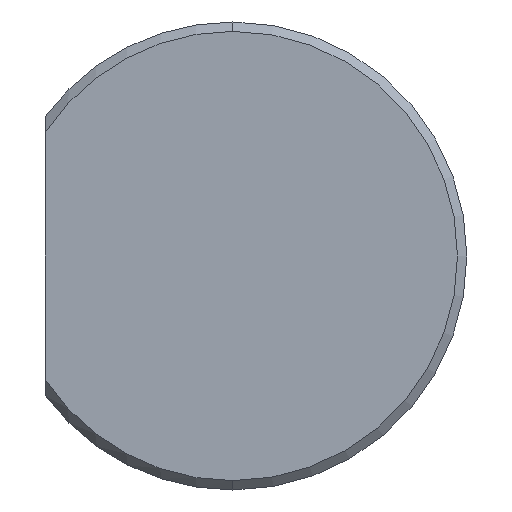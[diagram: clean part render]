
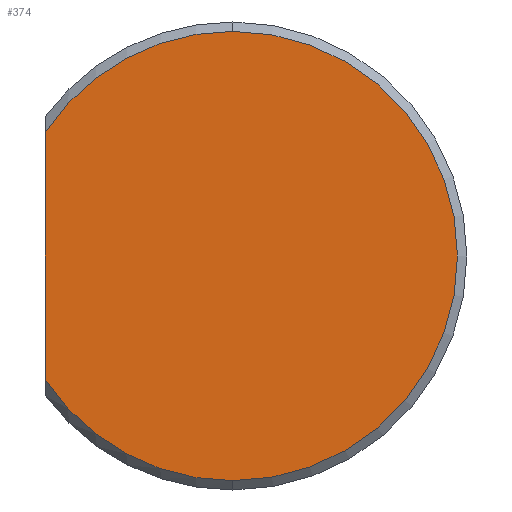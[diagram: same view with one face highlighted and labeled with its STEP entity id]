
A CAD part, front view. The second image highlights one B-rep face of the part: STEP entity #374.
In plain terms, the highlighted planar face has unit normal (0, -1, 0).
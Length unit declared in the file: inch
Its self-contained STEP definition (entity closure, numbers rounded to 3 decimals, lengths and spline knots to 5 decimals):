
#7 = AXIS2_PLACEMENT_3D ( 'NONE', #349, #157, #379 ) ;
#10 = CARTESIAN_POINT ( 'NONE',  ( 0., 0., 0. ) ) ;
#18 = ORIENTED_EDGE ( 'NONE', *, *, #76, .F. ) ;
#36 = EDGE_CURVE ( 'NONE', #360, #393, #390, .T. ) ;
#43 = CARTESIAN_POINT ( 'NONE',  ( 0., 0., 0. ) ) ;
#46 = DIRECTION ( 'NONE',  ( 0., 0., 1. ) ) ;
#50 = CIRCLE ( 'NONE', #141, 0.11985 ) ;
#52 = ORIENTED_EDGE ( 'NONE', *, *, #102, .T. ) ;
#73 = AXIS2_PLACEMENT_3D ( 'NONE', #10, #248, #46 ) ;
#76 = EDGE_CURVE ( 'NONE', #263, #393, #158, .T. ) ;
#82 = DIRECTION ( 'NONE',  ( 0., 0., 1. ) ) ;
#102 = EDGE_CURVE ( 'NONE', #263, #106, #50, .T. ) ;
#106 = VERTEX_POINT ( 'NONE', #165 ) ;
#110 = CIRCLE ( 'NONE', #73, 0.11985 ) ;
#121 = CARTESIAN_POINT ( 'NONE',  ( 0., 0., 0. ) ) ;
#141 = AXIS2_PLACEMENT_3D ( 'NONE', #121, #341, #416 ) ;
#147 = VECTOR ( 'NONE', #297, 39.37008 ) ;
#157 = DIRECTION ( 'NONE',  ( 0., 1., 0. ) ) ;
#158 = LINE ( 'NONE', #236, #147 ) ;
#165 = CARTESIAN_POINT ( 'NONE',  ( 0., 0., -0.11985 ) ) ;
#175 = FACE_OUTER_BOUND ( 'NONE', #274, .T. ) ;
#182 = CARTESIAN_POINT ( 'NONE',  ( -0.10015, 0., -0.06583 ) ) ;
#193 = CARTESIAN_POINT ( 'NONE',  ( -0.10015, 0., 0.06583 ) ) ;
#236 = CARTESIAN_POINT ( 'NONE',  ( -0.10015, 0., -0.07455 ) ) ;
#242 = AXIS2_PLACEMENT_3D ( 'NONE', #43, #306, #82 ) ;
#248 = DIRECTION ( 'NONE',  ( 0., -1., 0. ) ) ;
#254 = CARTESIAN_POINT ( 'NONE',  ( 0., 0., 0.11985 ) ) ;
#263 = VERTEX_POINT ( 'NONE', #182 ) ;
#274 = EDGE_LOOP ( 'NONE', ( #18, #52, #332, #282 ) ) ;
#282 = ORIENTED_EDGE ( 'NONE', *, *, #36, .T. ) ;
#297 = DIRECTION ( 'NONE',  ( 0., 0., 1. ) ) ;
#306 = DIRECTION ( 'NONE',  ( 0., -1., 0. ) ) ;
#319 = PLANE ( 'NONE',  #7 ) ;
#332 = ORIENTED_EDGE ( 'NONE', *, *, #338, .T. ) ;
#338 = EDGE_CURVE ( 'NONE', #106, #360, #110, .T. ) ;
#341 = DIRECTION ( 'NONE',  ( 0., -1., 0. ) ) ;
#349 = CARTESIAN_POINT ( 'NONE',  ( 0., 0., 0. ) ) ;
#360 = VERTEX_POINT ( 'NONE', #254 ) ;
#374 = ADVANCED_FACE ( 'NONE', ( #175 ), #319, .F. ) ;
#379 = DIRECTION ( 'NONE',  ( 0., 0., 1. ) ) ;
#390 = CIRCLE ( 'NONE', #242, 0.11985 ) ;
#393 = VERTEX_POINT ( 'NONE', #193 ) ;
#416 = DIRECTION ( 'NONE',  ( 0., 0., 1. ) ) ;
